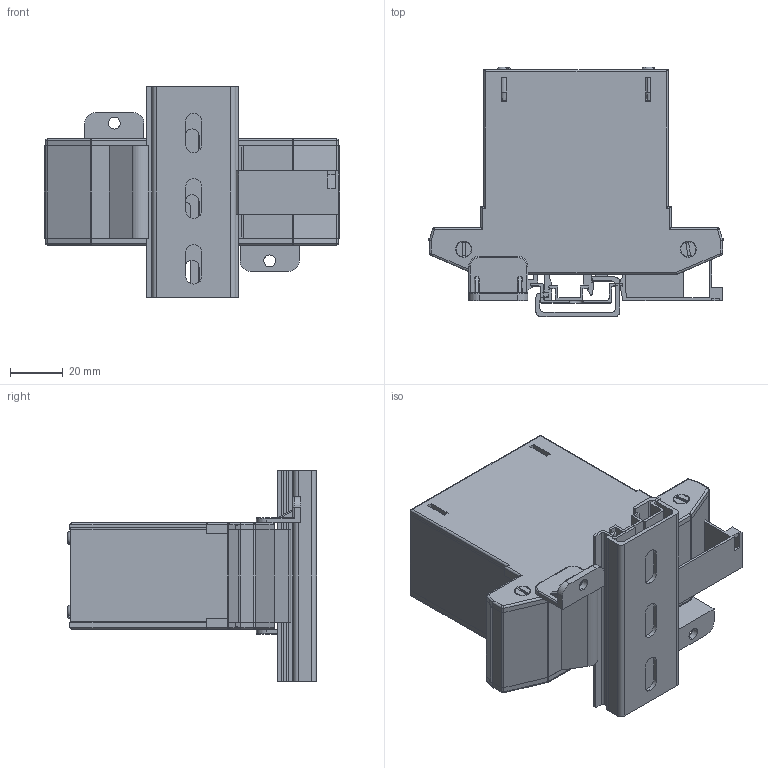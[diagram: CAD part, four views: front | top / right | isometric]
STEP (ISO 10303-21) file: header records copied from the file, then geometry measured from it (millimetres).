
FILE_DESCRIPTION (( 'STEP AP214' ), '1' );
FILE_NAME ('UEW-035.STEP', '2022-01-17T12:15:01', ( '' ), ( '' ), 'SwSTEP 2.0', 'SolidWorks 2017', '' );
FILE_SCHEMA (( 'AUTOMOTIVE_DESIGN' ));
Length unit declared in the file: millimetre
Products named in the file (36): Rail-35-35; Pin 035; Top Cover Screw; UEW-035; Foot Piece; End Plate Screw; Horizontal PCB UE-035; Top cover 35; High Bracket UBRH; Rail-15-35; End Piece UE; Rail-G-35 Profile; Base PCB UEC 035; Vertical PCB UE
Assembly tree (22 placements, depth 2):
  Rail-35-35
  Top Cover Screw
  UEW-035
    Foot Piece
    End Piece UE  x2
    Top cover 35
    Base PCB UEC 035
    High Bracket UBRH  x2
    Pin 035  x2
    Top Cover Screw  x4
    End Plate Screw  x4
    Horizontal PCB UE-035
    Vertical PCB UE
    Rail-35-35
    Rail-15-35
    Rail-G-35 Profile
  End Plate Screw
  Top cover 35
Bounding box: 112.5 x 94.8 x 80 mm (x, y, z)
Volume: 97368.6 mm3; surface area: 124340.7 mm2
Topology: 22 solids, 22 shells, 1266 faces, 3346 edges, 2152 vertices
Faces by surface type: plane 754, cylinder 380, torus 60, cone 52, bspline 16, sphere 4
Entity records: 27095 total; most frequent: CARTESIAN_POINT 4847, ORIENTED_EDGE 4470, DIRECTION 4469, EDGE_CURVE 2235, VECTOR 1583, LINE 1583, VERTEX_POINT 1449, AXIS2_PLACEMENT_3D 1443
